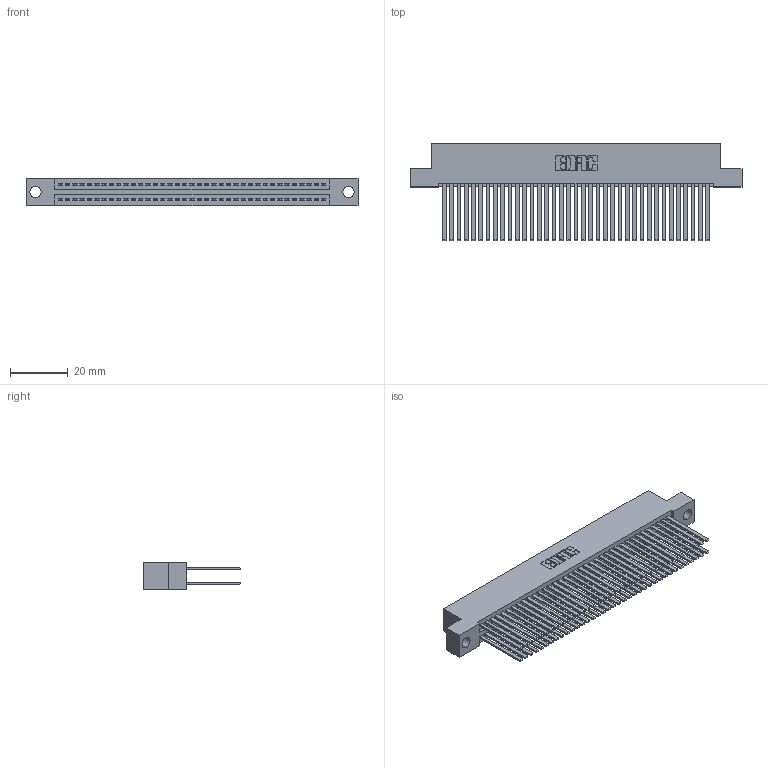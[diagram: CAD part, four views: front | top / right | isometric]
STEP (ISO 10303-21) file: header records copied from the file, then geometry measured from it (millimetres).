
FILE_DESCRIPTION (( 'STEP AP203' ), '1' );
FILE_NAME ('395-074-544-204.STEP', '2018-11-27T19:13:24', ( '' ), ( '' ), 'SwSTEP 2.0', 'SolidWorks 2016', '' );
FILE_SCHEMA (( 'CONFIG_CONTROL_DESIGN' ));
Length unit declared in the file: inch
Products named in the file (3): 345-292-001_345-293-144; 395-074-544-204; 345 Part_Flush Mounting Lugs - 0.156 Dia-TH
Assembly tree (75 placements, depth 2):
  395-074-544-204
    345 Part_Flush Mounting Lugs - 0.156 Dia-TH
    345-292-001_345-293-144  x74
Bounding box: 115.19 x 33.96 x 9.4 mm (x, y, z)
Volume: 12092.6 mm3; surface area: 20633.7 mm2
Topology: 75 solids, 75 shells, 3382 faces, 10035 edges, 6590 vertices
Faces by surface type: plane 2226, cylinder 1156
Entity records: 29523 total; most frequent: CARTESIAN_POINT 4952, ORIENTED_EDGE 4886, DIRECTION 4371, EDGE_CURVE 2443, VECTOR 2167, LINE 2167, VERTEX_POINT 1626, AXIS2_PLACEMENT_3D 1102
